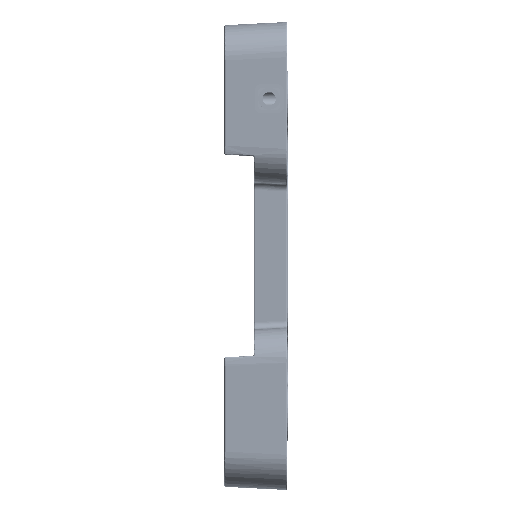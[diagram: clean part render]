
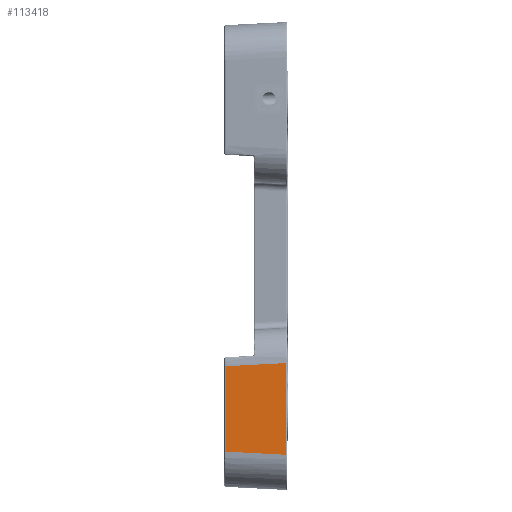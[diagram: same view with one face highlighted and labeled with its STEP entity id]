
A CAD part, left-side view. The second image highlights one B-rep face of the part: STEP entity #113418.
In plain terms, the highlighted planar face has unit normal (-0.999, 0.052, 0).
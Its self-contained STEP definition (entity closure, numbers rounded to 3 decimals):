
#3665 = CARTESIAN_POINT ( 'NONE',  ( -207.002, 39.052, -133.034 ) ) ;
#3666 = CARTESIAN_POINT ( 'NONE',  ( -209.151, -1.961, -72.816 ) ) ;
#3667 = CARTESIAN_POINT ( 'NONE',  ( -207.002, 39.052, -74.966 ) ) ;
#86157 = AXIS2_PLACEMENT_3D ( 'NONE', #128018, #128024, #128025 ) ;
#86407 = VECTOR ( 'NONE', #147237, 1000. ) ;
#86416 = VECTOR ( 'NONE', #147461, 1000. ) ;
#86638 = VECTOR ( 'NONE', #165007, 1000. ) ;
#86641 = VECTOR ( 'NONE', #165086, 1000. ) ;
#103501 = CARTESIAN_POINT ( 'NONE',  ( -209.151, -1.961, -135.184 ) ) ;
#113418 = ADVANCED_FACE ( 'NONE', ( #128021 ), #128022, .T. ) ;
#113749 = EDGE_CURVE ( 'NONE', #180243, #180241, #147231, .T. ) ;
#113764 = EDGE_CURVE ( 'NONE', #117827, #180242, #147455, .T. ) ;
#114010 = EDGE_CURVE ( 'NONE', #180242, #180243, #164999, .T. ) ;
#114015 = EDGE_CURVE ( 'NONE', #180241, #117827, #165049, .T. ) ;
#117827 = VERTEX_POINT ( 'NONE', #103501 ) ;
#128018 = CARTESIAN_POINT ( 'NONE',  ( -208., 20., 137. ) ) ;
#128021 = FACE_OUTER_BOUND ( 'NONE', #157879, .T. ) ;
#128022 = PLANE ( 'NONE',  #86157 ) ;
#128024 = DIRECTION ( 'NONE',  ( -0.999, 0.052, 0. ) ) ;
#128025 = DIRECTION ( 'NONE',  ( -0.052, -0.999, 0. ) ) ;
#147231 = LINE ( 'NONE', #147235, #86407 ) ;
#147235 = CARTESIAN_POINT ( 'NONE',  ( -207.002, 39.052, -132.985 ) ) ;
#147237 = DIRECTION ( 'NONE',  ( 0., 0., -1. ) ) ;
#147455 = LINE ( 'NONE', #147459, #86416 ) ;
#147459 = CARTESIAN_POINT ( 'NONE',  ( -209.151, -1.961, -72.775 ) ) ;
#147461 = DIRECTION ( 'NONE',  ( 0., 0., 1. ) ) ;
#157879 = EDGE_LOOP ( 'NONE', ( #162787, #162789, #162791, #162793 ) ) ;
#162787 = ORIENTED_EDGE ( 'NONE', *, *, #114015, .T. ) ;
#162789 = ORIENTED_EDGE ( 'NONE', *, *, #113764, .T. ) ;
#162791 = ORIENTED_EDGE ( 'NONE', *, *, #114010, .T. ) ;
#162793 = ORIENTED_EDGE ( 'NONE', *, *, #113749, .T. ) ;
#164999 = LINE ( 'NONE', #165004, #86638 ) ;
#165004 = CARTESIAN_POINT ( 'NONE',  ( -208.576, 9.004, -73.391 ) ) ;
#165007 = DIRECTION ( 'NONE',  ( 0.052, 0.997, -0.052 ) ) ;
#165049 = LINE ( 'NONE', #165083, #86641 ) ;
#165083 = CARTESIAN_POINT ( 'NONE',  ( -207.26, 34.127, -133.293 ) ) ;
#165086 = DIRECTION ( 'NONE',  ( -0.052, -0.997, -0.052 ) ) ;
#180241 = VERTEX_POINT ( 'NONE', #3665 ) ;
#180242 = VERTEX_POINT ( 'NONE', #3666 ) ;
#180243 = VERTEX_POINT ( 'NONE', #3667 ) ;
